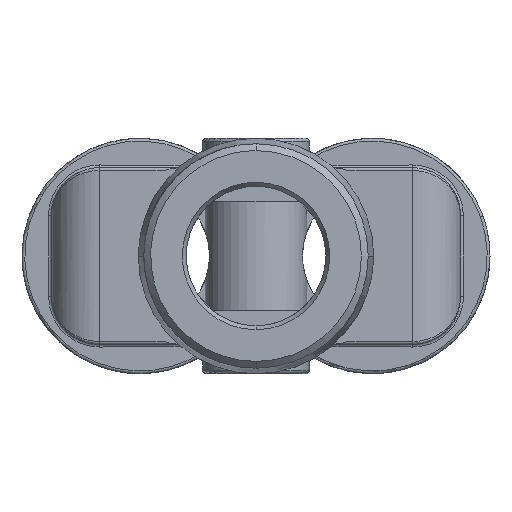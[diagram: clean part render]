
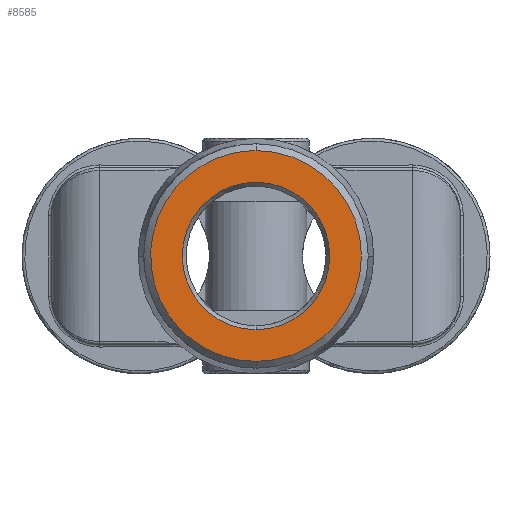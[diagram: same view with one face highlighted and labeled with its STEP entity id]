
A CAD part, front view. The second image highlights one B-rep face of the part: STEP entity #8585.
In plain terms, the highlighted planar face has unit normal (0, -1, 0).
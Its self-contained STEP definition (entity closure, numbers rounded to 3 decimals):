
#8476=CARTESIAN_POINT('Axis2P3D Location',(0.,-6.4,0.)) ;
#8480=CARTESIAN_POINT('Vertex',(0.,-6.4,-5.389)) ;
#8482=CARTESIAN_POINT('Vertex',(0.,-6.4,5.389)) ;
#8517=CARTESIAN_POINT('Axis2P3D Location',(0.,-6.4,0.)) ;
#8523=CARTESIAN_POINT('Control Point',(0.,-6.4,-7.7)) ;
#8524=CARTESIAN_POINT('Control Point',(-0.816,-6.4,-7.7)) ;
#8525=CARTESIAN_POINT('Control Point',(-1.631,-6.4,-7.592)) ;
#8526=CARTESIAN_POINT('Control Point',(-2.428,-6.4,-7.376)) ;
#8527=CARTESIAN_POINT('Control Point',(-3.945,-6.4,-6.738)) ;
#8528=CARTESIAN_POINT('Control Point',(-5.243,-6.4,-5.728)) ;
#8529=CARTESIAN_POINT('Control Point',(-5.822,-6.4,-5.139)) ;
#8530=CARTESIAN_POINT('Control Point',(-6.809,-6.4,-3.822)) ;
#8531=CARTESIAN_POINT('Control Point',(-7.419,-6.4,-2.294)) ;
#8532=CARTESIAN_POINT('Control Point',(-7.62,-6.4,-1.493)) ;
#8533=CARTESIAN_POINT('Control Point',(-7.807,-6.4,0.142)) ;
#8534=CARTESIAN_POINT('Control Point',(-7.561,-6.4,1.769)) ;
#8535=CARTESIAN_POINT('Control Point',(-7.331,-6.4,2.561)) ;
#8536=CARTESIAN_POINT('Control Point',(-6.666,-6.4,4.066)) ;
#8537=CARTESIAN_POINT('Control Point',(-5.632,-6.4,5.346)) ;
#8538=CARTESIAN_POINT('Control Point',(-5.032,-6.4,5.914)) ;
#8539=CARTESIAN_POINT('Control Point',(-3.744,-6.4,6.844)) ;
#8540=CARTESIAN_POINT('Control Point',(-2.264,-6.4,7.419)) ;
#8541=CARTESIAN_POINT('Control Point',(-1.52,-6.4,7.606)) ;
#8542=CARTESIAN_POINT('Control Point',(-0.76,-6.4,7.7)) ;
#8543=CARTESIAN_POINT('Control Point',(0.,-6.4,7.7)) ;
#8544=CARTESIAN_POINT('Vertex',(0.,-6.4,-7.7)) ;
#8546=CARTESIAN_POINT('Vertex',(0.,-6.4,7.7)) ;
#8549=CARTESIAN_POINT('Axis2P3D Location',(0.,-6.4,0.)) ;
#8559=CARTESIAN_POINT('Control Point',(0.,-6.4,-5.389)) ;
#8560=CARTESIAN_POINT('Control Point',(-0.569,-6.4,-5.389)) ;
#8561=CARTESIAN_POINT('Control Point',(-1.137,-6.4,-5.314)) ;
#8562=CARTESIAN_POINT('Control Point',(-1.693,-6.4,-5.164)) ;
#8563=CARTESIAN_POINT('Control Point',(-2.751,-6.4,-4.721)) ;
#8564=CARTESIAN_POINT('Control Point',(-3.658,-6.4,-4.019)) ;
#8565=CARTESIAN_POINT('Control Point',(-4.062,-6.4,-3.609)) ;
#8566=CARTESIAN_POINT('Control Point',(-4.753,-6.4,-2.694)) ;
#8567=CARTESIAN_POINT('Control Point',(-5.184,-6.4,-1.631)) ;
#8568=CARTESIAN_POINT('Control Point',(-5.327,-6.4,-1.073)) ;
#8569=CARTESIAN_POINT('Control Point',(-5.463,-6.4,0.066)) ;
#8570=CARTESIAN_POINT('Control Point',(-5.3,-6.4,1.201)) ;
#8571=CARTESIAN_POINT('Control Point',(-5.143,-6.4,1.755)) ;
#8572=CARTESIAN_POINT('Control Point',(-4.687,-6.4,2.807)) ;
#8573=CARTESIAN_POINT('Control Point',(-3.974,-6.4,3.706)) ;
#8574=CARTESIAN_POINT('Control Point',(-3.56,-6.4,4.105)) ;
#8575=CARTESIAN_POINT('Control Point',(-2.658,-6.4,4.77)) ;
#8576=CARTESIAN_POINT('Control Point',(-1.617,-6.4,5.184)) ;
#8577=CARTESIAN_POINT('Control Point',(-1.085,-6.4,5.32)) ;
#8578=CARTESIAN_POINT('Control Point',(-0.543,-6.4,5.389)) ;
#8579=CARTESIAN_POINT('Control Point',(0.,-6.4,5.389)) ;
#8477=DIRECTION('Axis2P3D Direction',(0.,-1.,0.)) ;
#8518=DIRECTION('Axis2P3D Direction',(0.,-1.,0.)) ;
#8519=DIRECTION('Axis2P3D XDirection',(0.,0.,1.)) ;
#8550=DIRECTION('Axis2P3D Direction',(0.,-1.,0.)) ;
#8478=AXIS2_PLACEMENT_3D('Circle Axis2P3D',#8476,#8477,$) ;
#8520=AXIS2_PLACEMENT_3D('Plane Axis2P3D',#8517,#8518,#8519) ;
#8551=AXIS2_PLACEMENT_3D('Circle Axis2P3D',#8549,#8550,$) ;
#8555=ORIENTED_EDGE('',*,*,#8548,.F.) ;
#8556=ORIENTED_EDGE('',*,*,#8553,.T.) ;
#8582=ORIENTED_EDGE('',*,*,#8484,.F.) ;
#8583=ORIENTED_EDGE('',*,*,#8580,.T.) ;
#8584=FACE_BOUND('',#8581,.T.) ;
#8585=ADVANCED_FACE('MANIFOLD_SOLID_BREP #7696',(#8557,#8584),#8521,.T.) ;
#8522=B_SPLINE_CURVE_WITH_KNOTS('',5,(#8523,#8524,#8525,#8526,#8527,#8528,#8529,#8530,#8531,#8532,#8533,#8534,#8535,#8536,#8537,#8538,#8539,#8540,#8541,#8542,#8543),.UNSPECIFIED.,.F.,.U.,(6,3,3,3,3,3,6),(0.,5.767,11.535,17.302,23.07,28.837,34.21),.UNSPECIFIED.) ;
#8558=B_SPLINE_CURVE_WITH_KNOTS('',5,(#8559,#8560,#8561,#8562,#8563,#8564,#8565,#8566,#8567,#8568,#8569,#8570,#8571,#8572,#8573,#8574,#8575,#8576,#8577,#8578,#8579),.UNSPECIFIED.,.F.,.U.,(6,3,3,3,3,3,6),(0.,4.021,8.041,12.062,16.083,20.103,23.941),.UNSPECIFIED.) ;
#8479=CIRCLE('generated circle',#8478,5.389) ;
#8552=CIRCLE('generated circle',#8551,7.7) ;
#8484=EDGE_CURVE('',#8481,#8483,#8479,.T.) ;
#8548=EDGE_CURVE('',#8545,#8547,#8522,.T.) ;
#8553=EDGE_CURVE('',#8545,#8547,#8552,.T.) ;
#8580=EDGE_CURVE('',#8481,#8483,#8558,.T.) ;
#8554=EDGE_LOOP('',(#8555,#8556)) ;
#8581=EDGE_LOOP('',(#8582,#8583)) ;
#8557=FACE_OUTER_BOUND('',#8554,.T.) ;
#8521=PLANE('',#8520) ;
#8481=VERTEX_POINT('',#8480) ;
#8483=VERTEX_POINT('',#8482) ;
#8545=VERTEX_POINT('',#8544) ;
#8547=VERTEX_POINT('',#8546) ;
